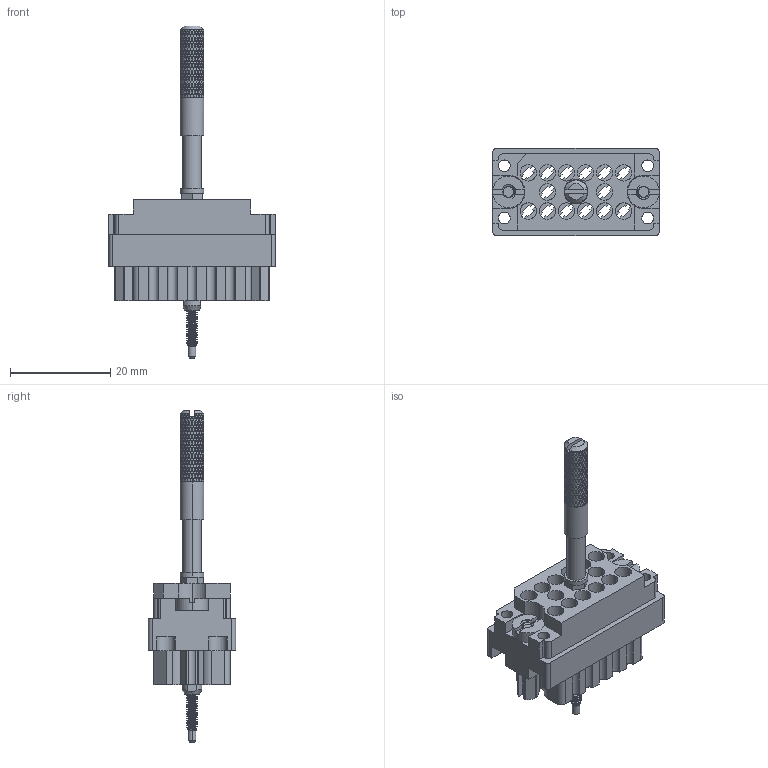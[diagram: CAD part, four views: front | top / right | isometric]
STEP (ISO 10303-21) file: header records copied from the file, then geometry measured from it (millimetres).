
FILE_DESCRIPTION (( 'STEP AP203' ), '1' );
FILE_NAME ('519-014-000-401.STEP', '2020-09-09T17:16:16', ( '' ), ( '' ), 'SwSTEP 2.0', 'SolidWorks 2020', '' );
FILE_SCHEMA (( 'CONFIG_CONTROL_DESIGN' ));
Length unit declared in the file: inch
Products named in the file (11): 516-221-020-102_014; 516-250-020-111; Actuating Screw Assy 020; 519 Receptacle Insulator_014; 516-253-025-100; 516-252-021-102_014; 516-251-025-100; 519-014-000-401; 516-252-022-102; 516-221-020-102_015; 516-250-021-102_519
Assembly tree (11 placements, depth 3):
  519-014-000-401
    519 Receptacle Insulator_014
    Actuating Screw Assy 020
      516-251-025-100
      516-250-021-102_519
      516-250-020-111
      516-253-025-100
      516-252-022-102
    516-252-021-102_014  x2
    516-221-020-102_014
    516-221-020-102_015
Bounding box: 33.32 x 17.42 x 66.29 mm (x, y, z)
Volume: 7176.1 mm3; surface area: 9046.8 mm2
Topology: 10 solids, 10 shells, 3328 faces, 7421 edges, 4124 vertices
Faces by surface type: bspline 2050, cylinder 776, plane 446, cone 56
Entity records: 183267 total; most frequent: CARTESIAN_POINT 133034, ORIENTED_EDGE 14654, EDGE_CURVE 7327, DIRECTION 5003, VERTEX_POINT 4064, EDGE_LOOP 3365, ADVANCED_FACE 3297, FACE_OUTER_BOUND 3297
